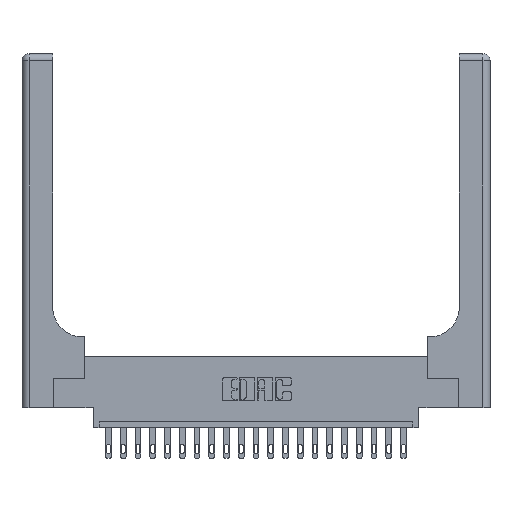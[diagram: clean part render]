
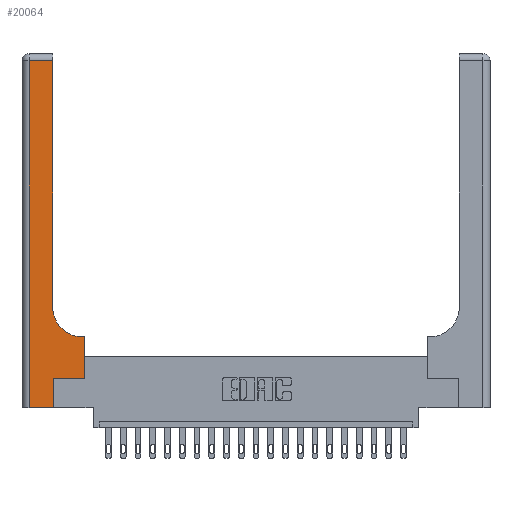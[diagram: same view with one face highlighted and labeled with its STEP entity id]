
A CAD part, top view. The second image highlights one B-rep face of the part: STEP entity #20064.
In plain terms, the highlighted planar face has unit normal (0, 0, 1).
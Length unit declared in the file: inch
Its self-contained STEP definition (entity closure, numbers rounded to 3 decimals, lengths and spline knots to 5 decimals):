
#123 = ORIENTED_EDGE ( 'NONE', *, *, #11911, .T. ) ;
#560 = CARTESIAN_POINT ( 'NONE',  ( 0.528, 0.25, 0.37 ) ) ;
#589 = EDGE_CURVE ( 'NONE', #16171, #8751, #17359, .T. ) ;
#928 = CARTESIAN_POINT ( 'NONE',  ( 0.26, 3., 0.37 ) ) ;
#1095 = FACE_OUTER_BOUND ( 'NONE', #6651, .T. ) ;
#1238 = DIRECTION ( 'NONE',  ( -1., 0., 0. ) ) ;
#1565 = CARTESIAN_POINT ( 'NONE',  ( 0.528, 0.6, 0.37 ) ) ;
#2019 = EDGE_CURVE ( 'NONE', #8751, #11529, #8009, .T. ) ;
#2444 = DIRECTION ( 'NONE',  ( 0., -1., 0. ) ) ;
#2638 = ORIENTED_EDGE ( 'NONE', *, *, #14645, .T. ) ;
#2880 = LINE ( 'NONE', #18014, #19524 ) ;
#2942 = VECTOR ( 'NONE', #4662, 39.37008 ) ;
#3098 = DIRECTION ( 'NONE',  ( 1., 0., 0. ) ) ;
#3666 = EDGE_CURVE ( 'NONE', #6796, #6762, #4094, .T. ) ;
#4094 = LINE ( 'NONE', #20534, #17260 ) ;
#4647 = CARTESIAN_POINT ( 'NONE',  ( 0.51, 0.6, 0.37 ) ) ;
#4662 = DIRECTION ( 'NONE',  ( 0., 1., 0. ) ) ;
#4992 = ORIENTED_EDGE ( 'NONE', *, *, #18718, .T. ) ;
#5159 = EDGE_CURVE ( 'NONE', #11529, #6796, #6038, .T. ) ;
#5593 = CARTESIAN_POINT ( 'NONE',  ( 0.265, 0.25, 0.37 ) ) ;
#5624 = DIRECTION ( 'NONE',  ( 1., 0., 0. ) ) ;
#5641 = LINE ( 'NONE', #928, #12624 ) ;
#5875 = CARTESIAN_POINT ( 'NONE',  ( 0.06, 2.94, 0.37 ) ) ;
#5928 = CIRCLE ( 'NONE', #18089, 0.25 ) ;
#6038 = LINE ( 'NONE', #12776, #14520 ) ;
#6041 = CARTESIAN_POINT ( 'NONE',  ( 0.06, 3., 0.37 ) ) ;
#6121 = VERTEX_POINT ( 'NONE', #4647 ) ;
#6236 = PLANE ( 'NONE',  #13089 ) ;
#6436 = VECTOR ( 'NONE', #3098, 39.37008 ) ;
#6522 = ORIENTED_EDGE ( 'NONE', *, *, #5159, .T. ) ;
#6651 = EDGE_LOOP ( 'NONE', ( #10808, #123, #13403, #16873, #6522, #18386, #4992, #2638, #13357 ) ) ;
#6762 = VERTEX_POINT ( 'NONE', #560 ) ;
#6796 = VERTEX_POINT ( 'NONE', #5593 ) ;
#7402 = LINE ( 'NONE', #17403, #2942 ) ;
#8009 = LINE ( 'NONE', #19639, #6436 ) ;
#8137 = CARTESIAN_POINT ( 'NONE',  ( 0.265, 0., 0.37 ) ) ;
#8751 = VERTEX_POINT ( 'NONE', #13701 ) ;
#10192 = VECTOR ( 'NONE', #17582, 39.37008 ) ;
#10382 = EDGE_CURVE ( 'NONE', #6121, #15133, #5928, .T. ) ;
#10780 = VERTEX_POINT ( 'NONE', #1565 ) ;
#10808 = ORIENTED_EDGE ( 'NONE', *, *, #15691, .T. ) ;
#11120 = CARTESIAN_POINT ( 'NONE',  ( 0., 3., 0.37 ) ) ;
#11529 = VERTEX_POINT ( 'NONE', #8137 ) ;
#11573 = VERTEX_POINT ( 'NONE', #16727 ) ;
#11911 = EDGE_CURVE ( 'NONE', #11573, #16171, #2880, .T. ) ;
#12253 = CARTESIAN_POINT ( 'NONE',  ( 0.26, 0.6, 0.37 ) ) ;
#12365 = LINE ( 'NONE', #12253, #10192 ) ;
#12585 = DIRECTION ( 'NONE',  ( 0., 1., 0. ) ) ;
#12624 = VECTOR ( 'NONE', #12585, 39.37008 ) ;
#12776 = CARTESIAN_POINT ( 'NONE',  ( 0.265, 0., 0.37 ) ) ;
#13080 = CARTESIAN_POINT ( 'NONE',  ( 0.26, 0.85, 0.37 ) ) ;
#13089 = AXIS2_PLACEMENT_3D ( 'NONE', #11120, #14285, #20824 ) ;
#13357 = ORIENTED_EDGE ( 'NONE', *, *, #10382, .T. ) ;
#13403 = ORIENTED_EDGE ( 'NONE', *, *, #589, .T. ) ;
#13471 = DIRECTION ( 'NONE',  ( 1., 0., 0. ) ) ;
#13701 = CARTESIAN_POINT ( 'NONE',  ( 0.06, 0., 0.37 ) ) ;
#14285 = DIRECTION ( 'NONE',  ( 0., 0., -1. ) ) ;
#14520 = VECTOR ( 'NONE', #19414, 39.37008 ) ;
#14645 = EDGE_CURVE ( 'NONE', #10780, #6121, #12365, .T. ) ;
#15095 = CARTESIAN_POINT ( 'NONE',  ( 0.51, 0.85, 0.37 ) ) ;
#15133 = VERTEX_POINT ( 'NONE', #13080 ) ;
#15691 = EDGE_CURVE ( 'NONE', #15133, #11573, #5641, .T. ) ;
#16171 = VERTEX_POINT ( 'NONE', #5875 ) ;
#16727 = CARTESIAN_POINT ( 'NONE',  ( 0.26, 2.94, 0.37 ) ) ;
#16873 = ORIENTED_EDGE ( 'NONE', *, *, #2019, .T. ) ;
#17044 = DIRECTION ( 'NONE',  ( 0., 0., -1. ) ) ;
#17260 = VECTOR ( 'NONE', #5624, 39.37008 ) ;
#17359 = LINE ( 'NONE', #6041, #19749 ) ;
#17403 = CARTESIAN_POINT ( 'NONE',  ( 0.528, 0.25, 0.37 ) ) ;
#17582 = DIRECTION ( 'NONE',  ( -1., 0., 0. ) ) ;
#18014 = CARTESIAN_POINT ( 'NONE',  ( 0., 2.94, 0.37 ) ) ;
#18089 = AXIS2_PLACEMENT_3D ( 'NONE', #15095, #17044, #13471 ) ;
#18386 = ORIENTED_EDGE ( 'NONE', *, *, #3666, .T. ) ;
#18718 = EDGE_CURVE ( 'NONE', #6762, #10780, #7402, .T. ) ;
#19414 = DIRECTION ( 'NONE',  ( 0., 1., 0. ) ) ;
#19524 = VECTOR ( 'NONE', #1238, 39.37008 ) ;
#19639 = CARTESIAN_POINT ( 'NONE',  ( 0., 0., 0.37 ) ) ;
#19749 = VECTOR ( 'NONE', #2444, 39.37008 ) ;
#20064 = ADVANCED_FACE ( 'NONE', ( #1095 ), #6236, .F. ) ;
#20534 = CARTESIAN_POINT ( 'NONE',  ( 0.265, 0.25, 0.37 ) ) ;
#20824 = DIRECTION ( 'NONE',  ( -1., 0., 0. ) ) ;
